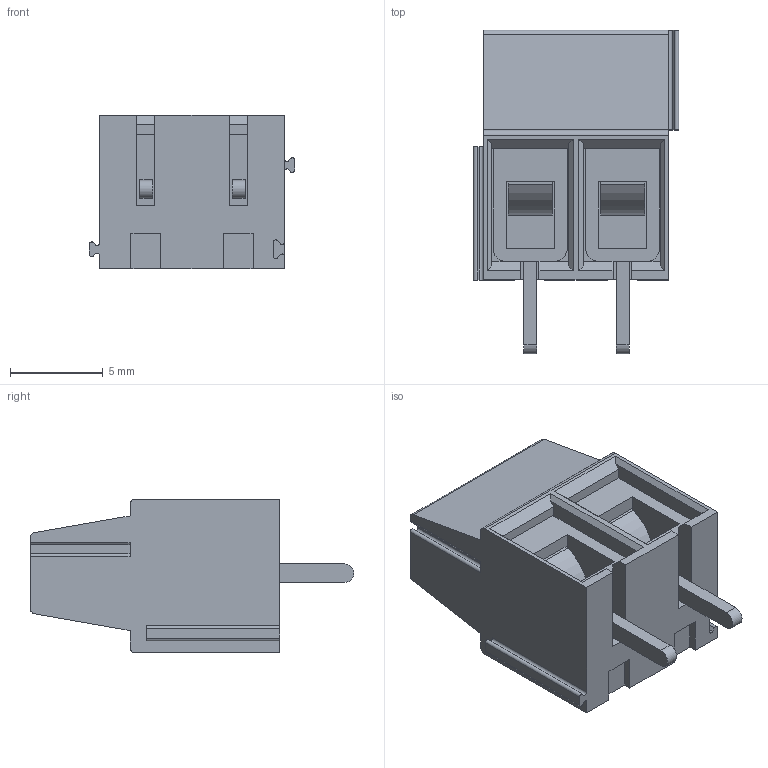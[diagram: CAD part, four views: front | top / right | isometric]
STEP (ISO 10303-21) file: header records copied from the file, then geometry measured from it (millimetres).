
FILE_DESCRIPTION(('STEP AP214'),'1');
FILE_NAME('MVE152-5-V.stp','2016-09-27T12:29:42',(' '),(' '),'Spatial InterOp 3D',' ',' ');
FILE_SCHEMA(('automotive_design'));
Length unit declared in the file: metre
Products named in the file (1): 1
Bounding box: 11.1 x 17.5 x 8.3 mm (x, y, z)
Volume: 771.9 mm3; surface area: 1233.2 mm2
Topology: 1 solids, 1 shells, 148 faces, 406 edges, 270 vertices
Faces by surface type: plane 108, cylinder 38, torus 2
Full cylindrical faces by diameter (mm): 3.4 x4
Entity records: 5795 total; most frequent: CARTESIAN_POINT 807, ORIENTED_EDGE 788, DIRECTION 768, EDGE_CURVE 394, LINE 318, VECTOR 318, VERTEX_POINT 264, AXIS2_PLACEMENT_3D 225
